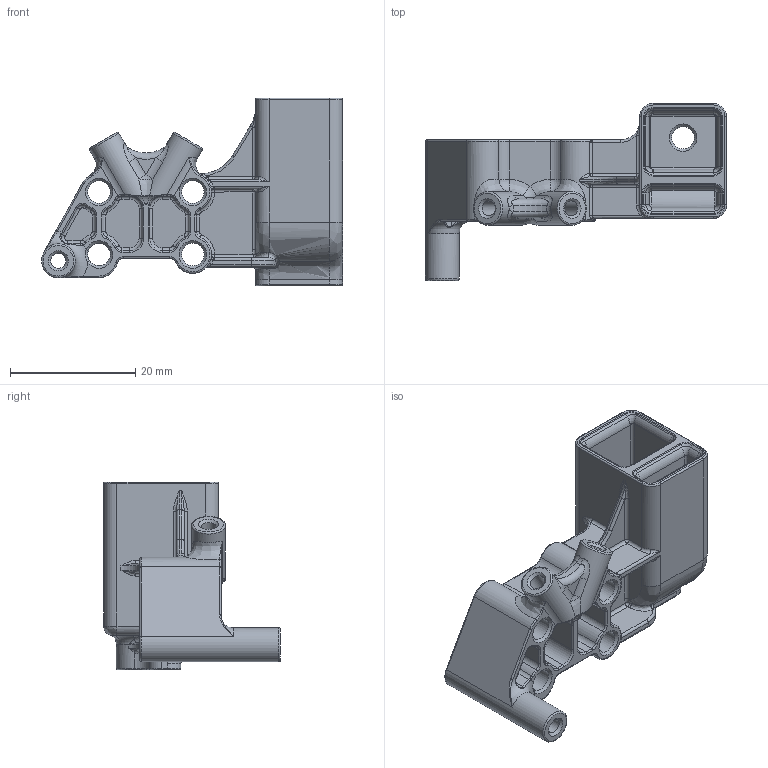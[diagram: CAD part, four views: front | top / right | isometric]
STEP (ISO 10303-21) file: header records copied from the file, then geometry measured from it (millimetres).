
FILE_DESCRIPTION(/* description */ (''),/* implementation_level */ '2;1');
FILE_NAME(/* name */ 'MP_DooKi3_SLM_Z_MGN9C_Rear_V5.step',/* time_stamp */ '2024-10-29T11:25:52-04:00',/* author */ (''),/* organization */ (''),/* preprocessor_version */ 'ST-DEVELOPER v20',/* originating_system */ 'Autodesk Translation Framework v13.20.0.188',/* authorisation */ '');
FILE_SCHEMA (('AUTOMOTIVE_DESIGN { 1 0 10303 214 3 1 1 }'));
Length unit declared in the file: millimetre
Products named in the file (1): MP_DooKi3_SLM_Z_MGN9C_Rear_V5
Bounding box: 48.15 x 28.29 x 30 mm (x, y, z)
Volume: 6860.1 mm3; surface area: 7990 mm2
Topology: 1 solids, 1 shells, 694 faces, 1630 edges, 920 vertices
Faces by surface type: cylinder 236, bspline 173, torus 152, plane 90, cone 26, sphere 17
Full cylindrical faces by diameter (mm): 2.4 x3, 3.6 x5, 5.4 x3
Entity records: 25057 total; most frequent: CARTESIAN_POINT 9722, DIRECTION 3275, ORIENTED_EDGE 3222, EDGE_CURVE 1611, AXIS2_PLACEMENT_3D 1406, VERTEX_POINT 920, CIRCLE 864, EDGE_LOOP 713
